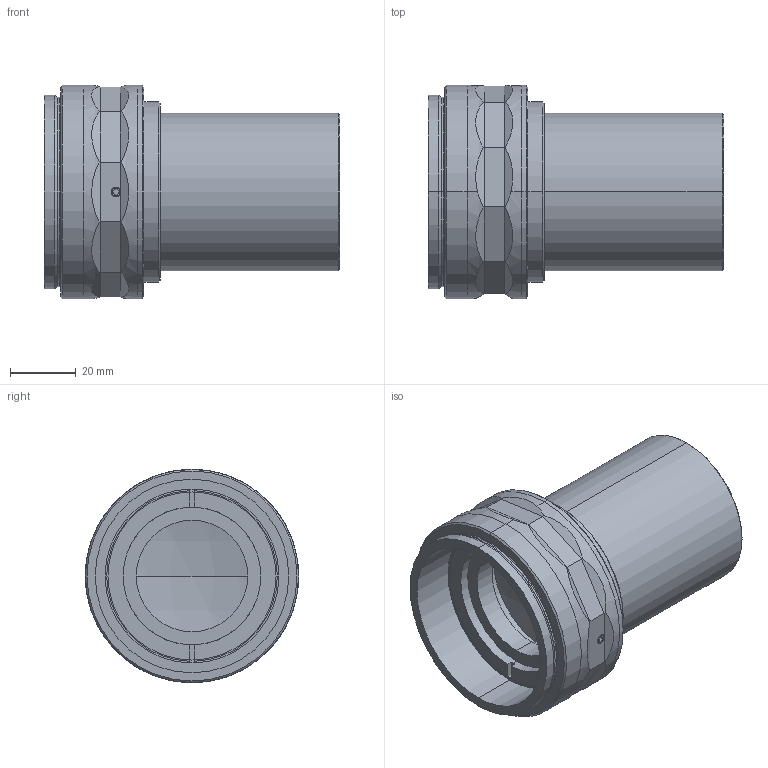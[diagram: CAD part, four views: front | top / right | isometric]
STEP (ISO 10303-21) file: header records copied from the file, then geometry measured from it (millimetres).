
FILE_DESCRIPTION (( 'STEP AP203' ), '1' );
FILE_NAME ('S6ASS2245_01.STEP', '2022-03-18T08:51:30', ( '' ), ( '' ), 'SwSTEP 2.0', 'SolidWorks 2021', '' );
FILE_SCHEMA (( 'CONFIG_CONTROL_DESIGN' ));
Length unit declared in the file: millimetre
Products named in the file (13): 94049; 358001; 358002; 133711; 357802; S6ASS2245_01; 358004; S6LMP2446; DIN 913 - M3 x 4-N_DIN 913 - M3 x 4-N; 358003; 358005; 220709; S6LDK2445
Assembly tree (12 placements, depth 3):
  S6ASS2245_01
    S6LDK2445
    S6LMP2446
    357802
    133711
    358001
      358002
      358003
      358004
      358005
      220709
      94049
      DIN 913 - M3 x 4-N_DIN 913 - M3 x 4-N
Bounding box: 90.12 x 65 x 65 mm (x, y, z)
Volume: 88702 mm3; surface area: 64292.5 mm2
Topology: 11 solids, 11 shells, 294 faces, 656 edges, 405 vertices
Faces by surface type: plane 111, cylinder 102, cone 52, torus 21, sphere 8
Entity records: 9824 total; most frequent: CARTESIAN_POINT 1737, DIRECTION 1537, ORIENTED_EDGE 1312, EDGE_CURVE 656, AXIS2_PLACEMENT_3D 627, VERTEX_POINT 405, EDGE_LOOP 333, CIRCLE 317
